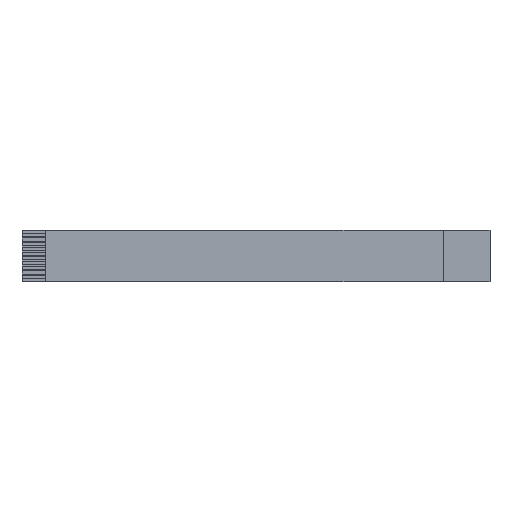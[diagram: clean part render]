
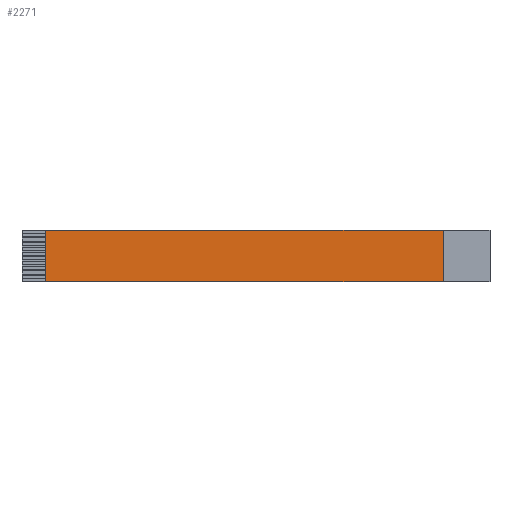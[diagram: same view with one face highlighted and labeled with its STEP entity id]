
A CAD part, top view. The second image highlights one B-rep face of the part: STEP entity #2271.
In plain terms, the highlighted planar face has unit normal (0, 0, 1).
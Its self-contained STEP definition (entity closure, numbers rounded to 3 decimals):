
#185=ORIENTED_EDGE('',*,*,#659,.F.);
#186=ORIENTED_EDGE('',*,*,#588,.F.);
#187=ORIENTED_EDGE('',*,*,#660,.T.);
#188=ORIENTED_EDGE('',*,*,#578,.T.);
#578=EDGE_CURVE('',#822,#821,#969,.T.);
#588=EDGE_CURVE('',#829,#769,#978,.T.);
#659=EDGE_CURVE('',#769,#821,#1049,.T.);
#660=EDGE_CURVE('',#829,#822,#1050,.T.);
#769=VERTEX_POINT('',#2827);
#821=VERTEX_POINT('',#2941);
#822=VERTEX_POINT('',#2943);
#829=VERTEX_POINT('',#2962);
#969=LINE('',#2942,#1211);
#978=LINE('',#2963,#1220);
#1049=LINE('',#3114,#1291);
#1050=LINE('',#3115,#1292);
#1211=VECTOR('',#2477,1000.);
#1220=VECTOR('',#2488,1000.);
#1291=VECTOR('',#2603,1000.);
#1292=VECTOR('',#2604,1000.);
#1425=EDGE_LOOP('',(#185,#186,#187,#188));
#1505=FACE_BOUND('',#1425,.T.);
#1585=PLANE('',#2358);
#2271=ADVANCED_FACE('',(#1505),#1585,.F.);
#2358=AXIS2_PLACEMENT_3D('',#3113,#2601,#2602);
#2477=DIRECTION('',(1.,0.,0.));
#2488=DIRECTION('',(1.,0.,0.));
#2601=DIRECTION('',(0.,0.,-1.));
#2602=DIRECTION('',(-1.,0.,0.));
#2603=DIRECTION('',(0.,-1.,0.));
#2604=DIRECTION('',(0.,-1.,0.));
#2827=CARTESIAN_POINT('',(40.,5.5,0.095));
#2941=CARTESIAN_POINT('',(40.,-5.5,0.095));
#2942=CARTESIAN_POINT('',(-45.,-5.5,0.095));
#2943=CARTESIAN_POINT('',(-45.,-5.5,0.095));
#2962=CARTESIAN_POINT('',(-45.,5.5,0.095));
#2963=CARTESIAN_POINT('',(-45.,5.5,0.095));
#3113=CARTESIAN_POINT('',(-45.,5.5,0.095));
#3114=CARTESIAN_POINT('',(40.,5.5,0.095));
#3115=CARTESIAN_POINT('',(-45.,5.5,0.095));
